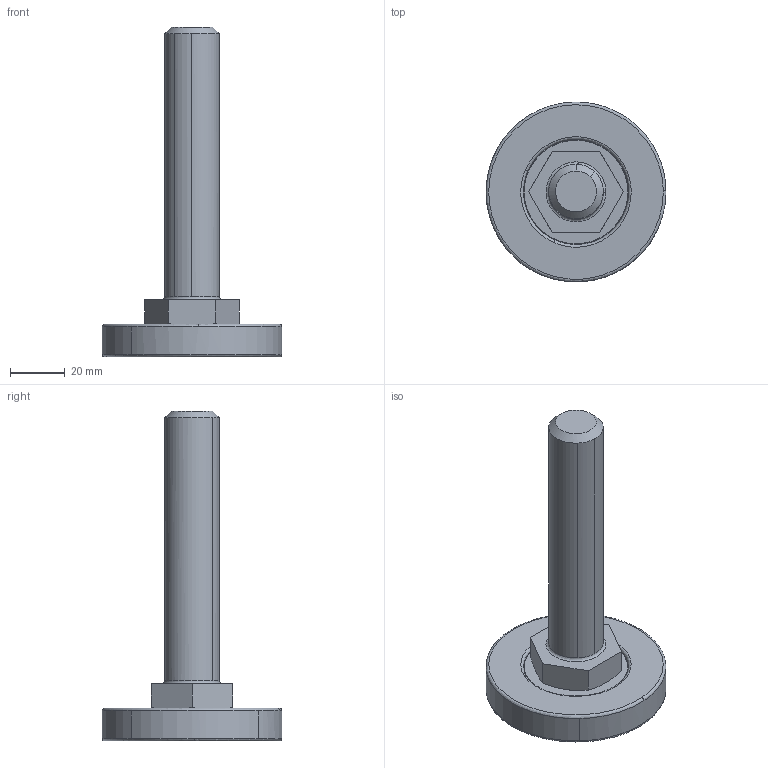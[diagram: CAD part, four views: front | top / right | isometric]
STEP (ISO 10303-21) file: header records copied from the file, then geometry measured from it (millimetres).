
FILE_DESCRIPTION((''),'2;1');
FILE_NAME('','2005-12-14T17:08:02',(''),(''),'','CADfix','');
FILE_SCHEMA(('AUTOMOTIVE_DESIGN'));
Length unit declared in the file: millimetre
Products named in the file (4): washer; rubber pad; bolt; TM_240_8649_36
Assembly tree (3 placements, depth 2):
  TM_240_8649_36
    washer
    rubber pad
    bolt
Bounding box: 66 x 65.97 x 121 mm (x, y, z)
Volume: 78446.3 mm3; surface area: 20036.9 mm2
Topology: 3 solids, 3 shells, 43 faces, 130 edges, 96 vertices
Faces by surface type: bspline 43
Entity records: 1841 total; most frequent: CARTESIAN_POINT 1056, ORIENTED_EDGE 260, EDGE_CURVE 130, VERTEX_POINT 96, EDGE_LOOP 48, FACE_OUTER_BOUND 43, ADVANCED_FACE 43, QUASI_UNIFORM_CURVE 26
